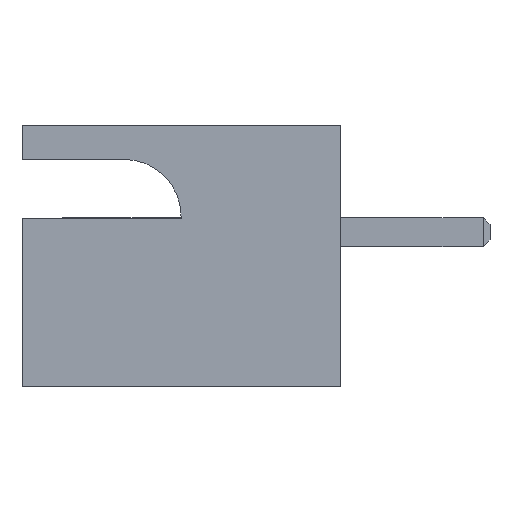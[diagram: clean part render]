
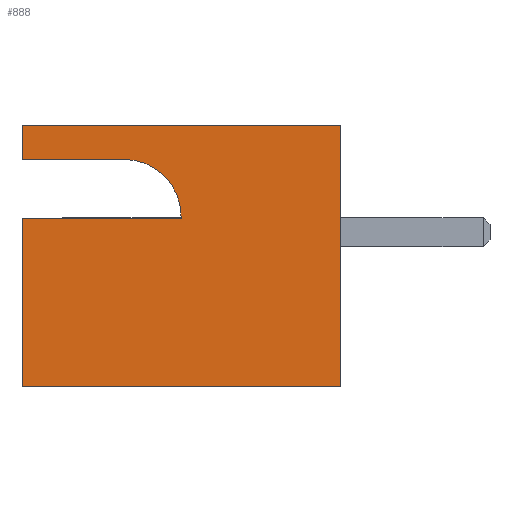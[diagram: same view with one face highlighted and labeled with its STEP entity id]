
A CAD part, left-side view. The second image highlights one B-rep face of the part: STEP entity #888.
In plain terms, the highlighted planar face has unit normal (-1, 0, 0).
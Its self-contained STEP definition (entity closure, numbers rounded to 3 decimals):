
#194 = EDGE_CURVE ( 'NONE', #4177, #5099, #4413, .T. ) ;
#288 = LINE ( 'NONE', #3958, #3619 ) ;
#328 = EDGE_CURVE ( 'NONE', #5099, #2551, #1757, .T. ) ;
#479 = LINE ( 'NONE', #4952, #3194 ) ;
#505 = DIRECTION ( 'NONE',  ( 0., 1., 0. ) ) ;
#518 = ORIENTED_EDGE ( 'NONE', *, *, #2687, .T. ) ;
#609 = LINE ( 'NONE', #5676, #3072 ) ;
#888 = ADVANCED_FACE ( 'NONE', ( #1991 ), #980, .F. ) ;
#944 = DIRECTION ( 'NONE',  ( 0., 0., -1. ) ) ;
#980 = PLANE ( 'NONE',  #5017 ) ;
#1004 = LINE ( 'NONE', #1831, #4815 ) ;
#1072 = CARTESIAN_POINT ( 'NONE',  ( -7.45, 7., -2.875 ) ) ;
#1088 = ORIENTED_EDGE ( 'NONE', *, *, #1207, .T. ) ;
#1097 = VERTEX_POINT ( 'NONE', #3208 ) ;
#1207 = EDGE_CURVE ( 'NONE', #2078, #3652, #2037, .T. ) ;
#1220 = DIRECTION ( 'NONE',  ( 0., -1., 0. ) ) ;
#1601 = VERTEX_POINT ( 'NONE', #2786 ) ;
#1652 = ORIENTED_EDGE ( 'NONE', *, *, #194, .F. ) ;
#1757 = LINE ( 'NONE', #4560, #2236 ) ;
#1818 = EDGE_CURVE ( 'NONE', #1601, #2078, #4908, .T. ) ;
#1831 = CARTESIAN_POINT ( 'NONE',  ( -7.45, 7., -2.875 ) ) ;
#1976 = VERTEX_POINT ( 'NONE', #3903 ) ;
#1991 = FACE_OUTER_BOUND ( 'NONE', #2006, .T. ) ;
#2006 = EDGE_LOOP ( 'NONE', ( #1652, #518, #3757, #1088, #3297, #4789, #2495, #5494, #4196 ) ) ;
#2037 = LINE ( 'NONE', #2480, #5381 ) ;
#2078 = VERTEX_POINT ( 'NONE', #5023 ) ;
#2081 = CARTESIAN_POINT ( 'NONE',  ( -7.45, 7., -2.875 ) ) ;
#2236 = VECTOR ( 'NONE', #3108, 1000. ) ;
#2412 = DIRECTION ( 'NONE',  ( 0., 0., 1. ) ) ;
#2480 = CARTESIAN_POINT ( 'NONE',  ( -7.45, 3.5, 0.875 ) ) ;
#2495 = ORIENTED_EDGE ( 'NONE', *, *, #5520, .T. ) ;
#2551 = VERTEX_POINT ( 'NONE', #3812 ) ;
#2554 = EDGE_CURVE ( 'NONE', #1976, #2551, #609, .T. ) ;
#2687 = EDGE_CURVE ( 'NONE', #4177, #1601, #288, .T. ) ;
#2786 = CARTESIAN_POINT ( 'NONE',  ( -7.45, 4.75, 2.125 ) ) ;
#3053 = CARTESIAN_POINT ( 'NONE',  ( -7.45, 7., 2.875 ) ) ;
#3072 = VECTOR ( 'NONE', #2412, 1000. ) ;
#3108 = DIRECTION ( 'NONE',  ( 0., -1., 0. ) ) ;
#3131 = DIRECTION ( 'NONE',  ( 0., -1., 0. ) ) ;
#3194 = VECTOR ( 'NONE', #3131, 1000. ) ;
#3208 = CARTESIAN_POINT ( 'NONE',  ( -7.45, 7., -2.875 ) ) ;
#3209 = CARTESIAN_POINT ( 'NONE',  ( -7.45, 4.75, 0.875 ) ) ;
#3217 = DIRECTION ( 'NONE',  ( 0., 0., -1. ) ) ;
#3297 = ORIENTED_EDGE ( 'NONE', *, *, #3660, .T. ) ;
#3619 = VECTOR ( 'NONE', #1220, 1000. ) ;
#3652 = VERTEX_POINT ( 'NONE', #3679 ) ;
#3660 = EDGE_CURVE ( 'NONE', #3652, #5837, #5454, .T. ) ;
#3679 = CARTESIAN_POINT ( 'NONE',  ( -7.45, 3.5, 0.825 ) ) ;
#3754 = AXIS2_PLACEMENT_3D ( 'NONE', #3209, #5027, #944 ) ;
#3757 = ORIENTED_EDGE ( 'NONE', *, *, #1818, .T. ) ;
#3812 = CARTESIAN_POINT ( 'NONE',  ( -7.45, 0., 2.875 ) ) ;
#3853 = VECTOR ( 'NONE', #5788, 1000. ) ;
#3903 = CARTESIAN_POINT ( 'NONE',  ( -7.45, 0., -2.875 ) ) ;
#3958 = CARTESIAN_POINT ( 'NONE',  ( -7.45, 7., 2.125 ) ) ;
#3966 = CARTESIAN_POINT ( 'NONE',  ( -7.45, 7., 2.125 ) ) ;
#4099 = DIRECTION ( 'NONE',  ( 0., 0., 1. ) ) ;
#4177 = VERTEX_POINT ( 'NONE', #3966 ) ;
#4196 = ORIENTED_EDGE ( 'NONE', *, *, #328, .F. ) ;
#4312 = DIRECTION ( 'NONE',  ( 0., 0., -1. ) ) ;
#4390 = VECTOR ( 'NONE', #505, 1000. ) ;
#4413 = LINE ( 'NONE', #2081, #3853 ) ;
#4528 = EDGE_CURVE ( 'NONE', #1097, #5837, #1004, .T. ) ;
#4560 = CARTESIAN_POINT ( 'NONE',  ( -7.45, 7., 2.875 ) ) ;
#4614 = DIRECTION ( 'NONE',  ( 1., 0., 0. ) ) ;
#4642 = CARTESIAN_POINT ( 'NONE',  ( -7.45, 7., 0.825 ) ) ;
#4661 = CARTESIAN_POINT ( 'NONE',  ( -7.45, 7., 0.825 ) ) ;
#4789 = ORIENTED_EDGE ( 'NONE', *, *, #4528, .F. ) ;
#4815 = VECTOR ( 'NONE', #4099, 1000. ) ;
#4908 = CIRCLE ( 'NONE', #3754, 1.25 ) ;
#4952 = CARTESIAN_POINT ( 'NONE',  ( -7.45, 7., -2.875 ) ) ;
#5017 = AXIS2_PLACEMENT_3D ( 'NONE', #1072, #4614, #3217 ) ;
#5023 = CARTESIAN_POINT ( 'NONE',  ( -7.45, 3.5, 0.875 ) ) ;
#5027 = DIRECTION ( 'NONE',  ( 1., 0., 0. ) ) ;
#5099 = VERTEX_POINT ( 'NONE', #3053 ) ;
#5381 = VECTOR ( 'NONE', #4312, 1000. ) ;
#5454 = LINE ( 'NONE', #4642, #4390 ) ;
#5494 = ORIENTED_EDGE ( 'NONE', *, *, #2554, .T. ) ;
#5520 = EDGE_CURVE ( 'NONE', #1097, #1976, #479, .T. ) ;
#5676 = CARTESIAN_POINT ( 'NONE',  ( -7.45, 0., -2.875 ) ) ;
#5788 = DIRECTION ( 'NONE',  ( 0., 0., 1. ) ) ;
#5837 = VERTEX_POINT ( 'NONE', #4661 ) ;
